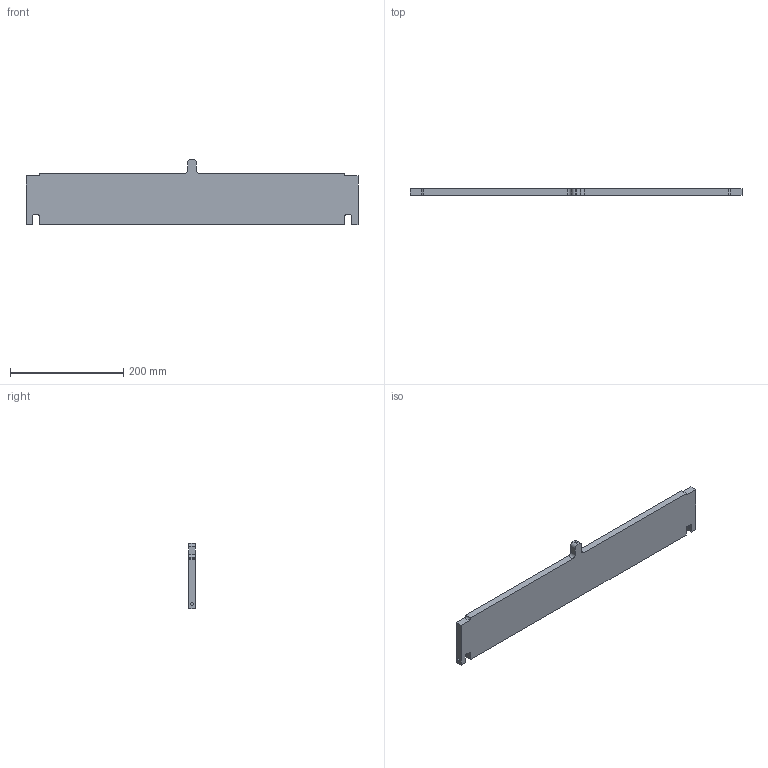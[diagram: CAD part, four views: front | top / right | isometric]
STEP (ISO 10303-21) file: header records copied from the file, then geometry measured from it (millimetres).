
FILE_DESCRIPTION(/* description */ (''),/* implementation_level */ '2;1');
FILE_NAME(/* name */ 'Ball Tray v4.ipt.stp',/* time_stamp */ '2014-12-18T16:47:30-08:00',/* author */ ('Autodesk Inc.'),/* organization */ ('Autodesk Inc.'),/* preprocessor_version */ 'ST-DEVELOPER v15.6',/* originating_system */ 'Autodesk Inventor 2015',/* authorisation */ '');
FILE_SCHEMA (('AUTOMOTIVE_DESIGN { 1 0 10303 214 3 1 1 }'));
Length unit declared in the file: inch
Products named in the file (1): Ball Tray v4
Bounding box: 587.38 x 12 x 115.57 mm (x, y, z)
Volume: 632498.4 mm3; surface area: 123274.9 mm2
Topology: 1 solids, 1 shells, 34 faces, 96 edges, 64 vertices
Faces by surface type: plane 22, cylinder 12
Full cylindrical faces by diameter (mm): 5.41 x2
Entity records: 1135 total; most frequent: CARTESIAN_POINT 193, ORIENTED_EDGE 188, DIRECTION 188, EDGE_CURVE 94, LINE 70, VECTOR 70, VERTEX_POINT 64, AXIS2_PLACEMENT_3D 59
